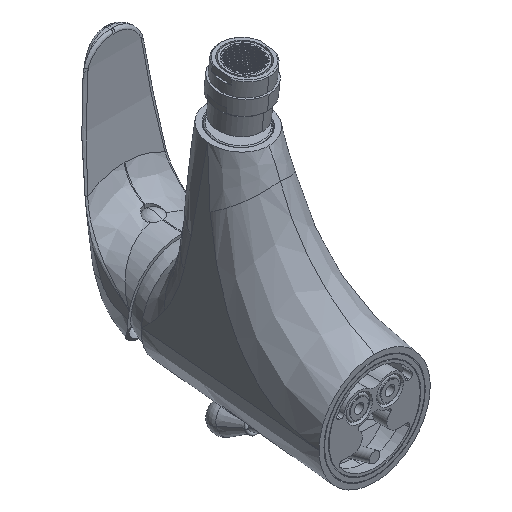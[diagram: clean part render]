
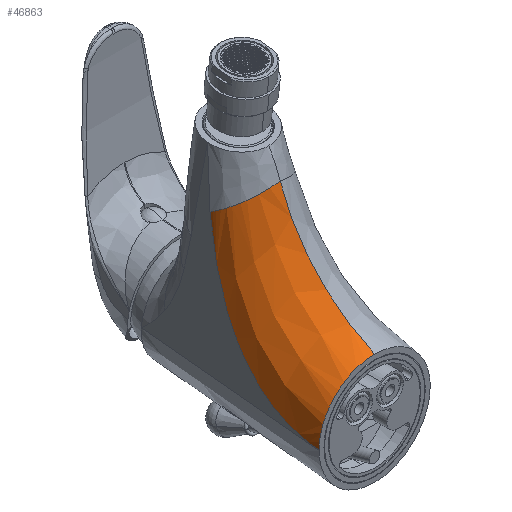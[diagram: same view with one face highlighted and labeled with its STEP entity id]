
A CAD part, isometric view. The second image highlights one B-rep face of the part: STEP entity #46863.
In plain terms, the highlighted free-form (B-spline) face has degree [3, 3] with [7, 7] control points.
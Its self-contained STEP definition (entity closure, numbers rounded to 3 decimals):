
#4460=CARTESIAN_POINT('',(-18.194,62.205,65.331));
#4461=CARTESIAN_POINT('',(-18.295,62.011,64.523));
#4462=CARTESIAN_POINT('',(-18.497,61.615,62.918));
#4463=CARTESIAN_POINT('',(-18.796,61.001,60.544));
#4464=CARTESIAN_POINT('',(-19.09,60.359,58.208));
#4465=CARTESIAN_POINT('',(-19.381,59.688,55.905));
#4466=CARTESIAN_POINT('',(-19.669,58.988,53.635));
#4467=CARTESIAN_POINT('',(-19.953,58.255,51.396));
#4468=CARTESIAN_POINT('',(-20.234,57.49,49.185));
#4469=CARTESIAN_POINT('',(-20.513,56.688,47.003));
#4470=CARTESIAN_POINT('',(-20.789,55.85,44.85));
#4471=CARTESIAN_POINT('',(-21.061,54.974,42.725));
#4472=CARTESIAN_POINT('',(-21.331,54.058,40.63));
#4473=CARTESIAN_POINT('',(-21.598,53.099,38.561));
#4474=CARTESIAN_POINT('',(-21.864,52.093,36.512));
#4475=CARTESIAN_POINT('',(-22.128,51.033,34.479));
#4476=CARTESIAN_POINT('',(-22.392,49.917,32.461));
#4477=CARTESIAN_POINT('',(-22.653,48.746,30.469));
#4478=CARTESIAN_POINT('',(-22.911,47.525,28.514));
#4479=CARTESIAN_POINT('',(-23.164,46.256,26.604));
#4480=CARTESIAN_POINT('',(-23.41,44.946,24.752));
#4481=CARTESIAN_POINT('',(-23.649,43.602,22.969));
#4482=CARTESIAN_POINT('',(-23.878,42.234,21.267));
#4483=CARTESIAN_POINT('',(-24.097,40.851,19.653));
#4484=CARTESIAN_POINT('',(-24.304,39.464,18.137));
#4485=CARTESIAN_POINT('',(-24.433,38.547,17.196));
#4486=CARTESIAN_POINT('',(-24.496,38.09,16.742));
#4488=CARTESIAN_POINT('',(0.,46.133,77.337));
#4489=CARTESIAN_POINT('',(-2.322,46.428,76.588));
#4490=CARTESIAN_POINT('',(-6.965,47.67,74.932));
#4491=CARTESIAN_POINT('',(-12.917,51.344,72.014));
#4492=CARTESIAN_POINT('',(-16.996,56.398,68.764));
#4493=CARTESIAN_POINT('',(-18.087,60.266,66.478));
#4494=CARTESIAN_POINT('',(-18.193,62.198,65.336));
#4496=CARTESIAN_POINT('',(-24.496,38.09,16.742));
#4497=CARTESIAN_POINT('',(-25.164,33.212,11.899));
#4498=CARTESIAN_POINT('',(-26.313,21.831,3.968));
#4499=CARTESIAN_POINT('',(-26.954,7.921,
0.554));
#4500=CARTESIAN_POINT('',(-27.15,0.,0.));
#4502=CARTESIAN_POINT('',(0.,0.,27.15));
#4503=CARTESIAN_POINT('',(0.,5.365,29.48));
#4504=CARTESIAN_POINT('',(0.,15.608,35.264));
#4505=CARTESIAN_POINT('',(0.,28.838,46.938));
#4506=CARTESIAN_POINT('',(0.,39.359,61.103));
#4507=CARTESIAN_POINT('',(0.,44.262,71.795));
#4508=CARTESIAN_POINT('',(0.,46.133,77.337));
#4518=CARTESIAN_POINT('',(0.,0.,27.15));
#4519=CARTESIAN_POINT('',(-3.554,0.,27.15));
#4520=CARTESIAN_POINT('',(-10.66,0.,25.736));
#4521=CARTESIAN_POINT('',(-19.698,0.,19.698));
#4522=CARTESIAN_POINT('',(-25.736,0.,10.66));
#4523=CARTESIAN_POINT('',(-27.15,0.,3.554));
#4524=CARTESIAN_POINT('',(-27.15,0.,0.));
#35127=VERTEX_POINT('',#4502);
#35128=VERTEX_POINT('',#4508);
#35129=VERTEX_POINT('',#4460);
#35130=VERTEX_POINT('',#4486);
#35131=VERTEX_POINT('',#4500);
#46804=CARTESIAN_POINT('',(0.42,-0.645,
26.865));
#46805=CARTESIAN_POINT('',(-3.28,-0.661,
26.963));
#46806=CARTESIAN_POINT('',(-10.562,-0.698,
25.639));
#46807=CARTESIAN_POINT('',(-19.732,-0.773,
19.583));
#46808=CARTESIAN_POINT('',(-25.856,-0.862,
10.456));
#46809=CARTESIAN_POINT('',(-27.236,-0.927,
3.195));
#46810=CARTESIAN_POINT('',(-27.168,-0.96,
-0.498));
#46811=CARTESIAN_POINT('',(0.413,4.94,
29.28));
#46812=CARTESIAN_POINT('',(-3.227,5.062,
29.028));
#46813=CARTESIAN_POINT('',(-10.389,5.353,
27.133));
#46814=CARTESIAN_POINT('',(-19.437,5.93,
20.537));
#46815=CARTESIAN_POINT('',(-25.537,6.615,
11.104));
#46816=CARTESIAN_POINT('',(-26.989,7.115,
3.723));
#46817=CARTESIAN_POINT('',(-26.984,7.37,
-0.031));
#46818=CARTESIAN_POINT('',(0.397,15.396,
35.204));
#46819=CARTESIAN_POINT('',(-3.099,15.704,
34.385));
#46820=CARTESIAN_POINT('',(-9.978,16.48,
31.605));
#46821=CARTESIAN_POINT('',(-18.711,18.098,
24.303));
#46822=CARTESIAN_POINT('',(-24.69,20.063,
14.623));
#46823=CARTESIAN_POINT('',(-26.235,21.51,
7.247));
#46824=CARTESIAN_POINT('',(-26.326,22.247,
3.493));
#46825=CARTESIAN_POINT('',(0.364,28.791,
47.085));
#46826=CARTESIAN_POINT('',(-2.844,29.201,
45.811));
#46827=CARTESIAN_POINT('',(-9.156,30.354,
42.476));
#46828=CARTESIAN_POINT('',(-17.202,33.006,
35.257));
#46829=CARTESIAN_POINT('',(-22.785,36.361,
26.345));
#46830=CARTESIAN_POINT('',(-24.323,38.873,
19.738));
#46831=CARTESIAN_POINT('',(-24.483,40.152,
16.374));
#46832=CARTESIAN_POINT('',(0.323,39.421,
61.396));
#46833=CARTESIAN_POINT('',(-2.525,39.811,
60.092));
#46834=CARTESIAN_POINT('',(-8.13,41.099,
57.035));
#46835=CARTESIAN_POINT('',(-15.281,44.424,
51.139));
#46836=CARTESIAN_POINT('',(-20.257,48.808,
44.233));
#46837=CARTESIAN_POINT('',(-21.646,52.142,
39.225));
#46838=CARTESIAN_POINT('',(-21.803,53.838,
36.674));
#46839=CARTESIAN_POINT('',(0.29,44.374,
72.237));
#46840=CARTESIAN_POINT('',(-2.268,44.695,
71.237));
#46841=CARTESIAN_POINT('',(-7.302,45.963,
69.004));
#46842=CARTESIAN_POINT('',(-13.71,49.576,
64.945));
#46843=CARTESIAN_POINT('',(-18.135,54.486,
60.334));
#46844=CARTESIAN_POINT('',(-19.328,58.26,
57.036));
#46845=CARTESIAN_POINT('',(-19.435,60.18,
55.356));
#46846=CARTESIAN_POINT('',(0.272,46.27,
77.932));
#46847=CARTESIAN_POINT('',(-2.126,46.546,
77.182));
#46848=CARTESIAN_POINT('',(-6.846,47.786,
75.553));
#46849=CARTESIAN_POINT('',(-12.84,51.518,
72.703));
#46850=CARTESIAN_POINT('',(-16.949,56.667,
69.535));
#46851=CARTESIAN_POINT('',(-18.017,60.646,
67.291));
#46852=CARTESIAN_POINT('',(-18.085,62.671,
66.147));
#46853=B_SPLINE_SURFACE_WITH_KNOTS('',3,3,((#46804,#46805,#46806,#46807,#46808,
#46809,#46810),(#46811,#46812,#46813,#46814,#46815,#46816,#46817),(#46818,
#46819,#46820,#46821,#46822,#46823,#46824),(#46825,#46826,#46827,#46828,#46829,
#46830,#46831),(#46832,#46833,#46834,#46835,#46836,#46837,#46838),(#46839,
#46840,#46841,#46842,#46843,#46844,#46845),(#46846,#46847,#46848,#46849,#46850,
#46851,#46852)),.UNSPECIFIED.,.F.,.F.,.F.,(4,1,1,1,4),(4,1,1,1,4),(
-0.008,0.21,0.42,0.63,
0.847),(-0.01,0.25,0.5,0.75,1.01),
.UNSPECIFIED.);
#46854=ORIENTED_EDGE('',*,*,#46738,.F.);
#46855=ORIENTED_EDGE('',*,*,#46791,.F.);
#46857=ORIENTED_EDGE('',*,*,#46856,.F.);
#46859=ORIENTED_EDGE('',*,*,#46858,.T.);
#46860=ORIENTED_EDGE('',*,*,#46740,.F.);
#46861=EDGE_LOOP('',(#46854,#46855,#46857,#46859,#46860));
#46862=FACE_OUTER_BOUND('',#46861,.F.);
#46863=ADVANCED_FACE('',(#46862),#46853,.T.);
#4487=B_SPLINE_CURVE_WITH_KNOTS('',3,(#4460,#4461,#4462,#4463,#4464,#4465,#4466,
#4467,#4468,#4469,#4470,#4471,#4472,#4473,#4474,#4475,#4476,#4477,#4478,#4479,
#4480,#4481,#4482,#4483,#4484,#4485,#4486),.UNSPECIFIED.,.F.,.F.,(4,1,1,1,1,1,1,
1,1,1,1,1,1,1,1,1,1,1,1,1,1,1,1,1,4),(0.,0.042,0.083,
0.125,0.167,0.208,0.25,0.292,
0.333,0.375,0.417,0.458,0.5,
0.542,0.583,0.625,0.667,0.708,
0.75,0.792,0.833,0.875,0.917,
0.958,1.),.UNSPECIFIED.);
#4495=B_SPLINE_CURVE_WITH_KNOTS('',3,(#4488,#4489,#4490,#4491,#4492,#4493,
#4494),.UNSPECIFIED.,.F.,.F.,(4,1,1,1,4),(0.,0.25,
0.5,0.75,1.),.UNSPECIFIED.);
#4501=B_SPLINE_CURVE_WITH_KNOTS('',3,(#4496,#4497,#4498,#4499,#4500),
.UNSPECIFIED.,.F.,.F.,(4,1,4),(0.,0.48,1.),.UNSPECIFIED.);
#4509=B_SPLINE_CURVE_WITH_KNOTS('',3,(#4502,#4503,#4504,#4505,#4506,#4507,
#4508),.UNSPECIFIED.,.F.,.F.,(4,1,1,1,4),(0.,0.25,0.5,0.75,1.),
.UNSPECIFIED.);
#4525=B_SPLINE_CURVE_WITH_KNOTS('',3,(#4518,#4519,#4520,#4521,#4522,#4523,
#4524),.UNSPECIFIED.,.F.,.F.,(4,1,1,1,4),(0.,0.25,0.5,0.75,1.),
.UNSPECIFIED.);
#46738=EDGE_CURVE('',#35129,#35130,#4487,.T.);
#46740=EDGE_CURVE('',#35130,#35131,#4501,.T.);
#46791=EDGE_CURVE('',#35128,#35129,#4495,.T.);
#46856=EDGE_CURVE('',#35127,#35128,#4509,.T.);
#46858=EDGE_CURVE('',#35127,#35131,#4525,.T.);
